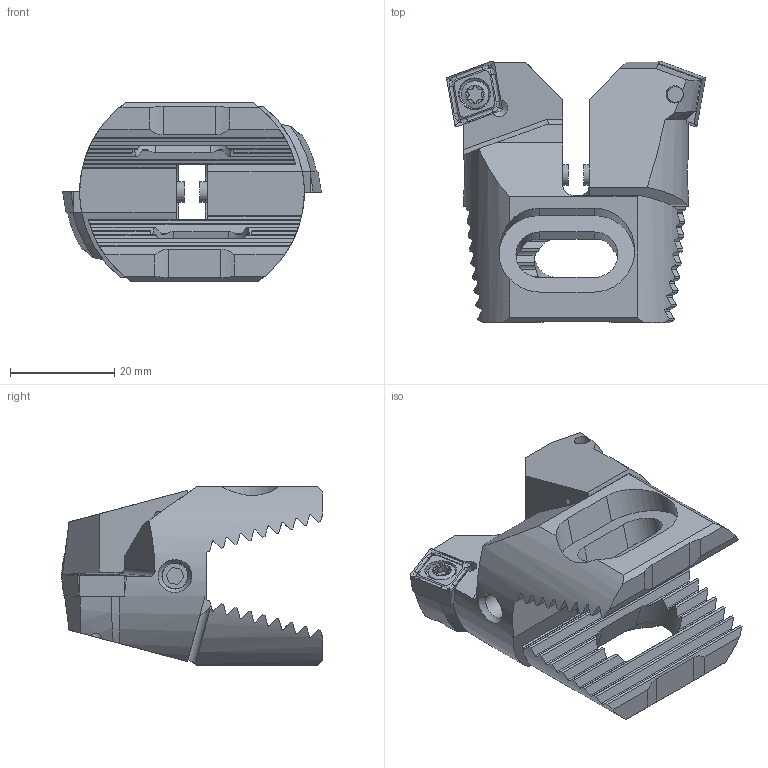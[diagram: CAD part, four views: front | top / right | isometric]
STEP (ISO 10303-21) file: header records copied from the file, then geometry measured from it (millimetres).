
FILE_DESCRIPTION (( 'STEP AP214' ), '1' );
FILE_NAME ('Z42.WCB.B70.028.STEP', '2020-08-14T11:37:24', ( '' ), ( '' ), 'SwSTEP 2.0', 'SolidWorks 2017', '' );
FILE_SCHEMA (( 'AUTOMOTIVE_DESIGN' ));
Length unit declared in the file: millimetre
Products named in the file (5): Z42-ER3.001.016; CCMT09T304; WCB-ER2.001.009_A; Z42.WCB.B70.028; Z42-xxx.001.028_D_70ø
Assembly tree (8 placements, depth 2):
  Z42.WCB.B70.028
    Z42-xxx.001.028_D_70ø  x2
    WCB-ER2.001.009_A  x2
    CCMT09T304  x2
    Z42-ER3.001.016  x2
Bounding box: 49.5 x 50.1 x 34.2 mm (x, y, z)
Volume: 26611.3 mm3; surface area: 13421.9 mm2
Topology: 8 solids, 8 shells, 372 faces, 1010 edges, 640 vertices
Faces by surface type: plane 188, cylinder 96, cone 54, bspline 24, torus 6, sphere 4
Full cylindrical faces by diameter (mm): 1.6 x2, 3.3 x4, 4 x4, 4.4 x2, 5 x2, 5.25 x2, 6 x2, 6.1 x2
Entity records: 6633 total; most frequent: CARTESIAN_POINT 2050, ORIENTED_EDGE 944, DIRECTION 727, EDGE_CURVE 472, VERTEX_POINT 316, AXIS2_PLACEMENT_3D 258, EDGE_LOOP 216, VECTOR 211
